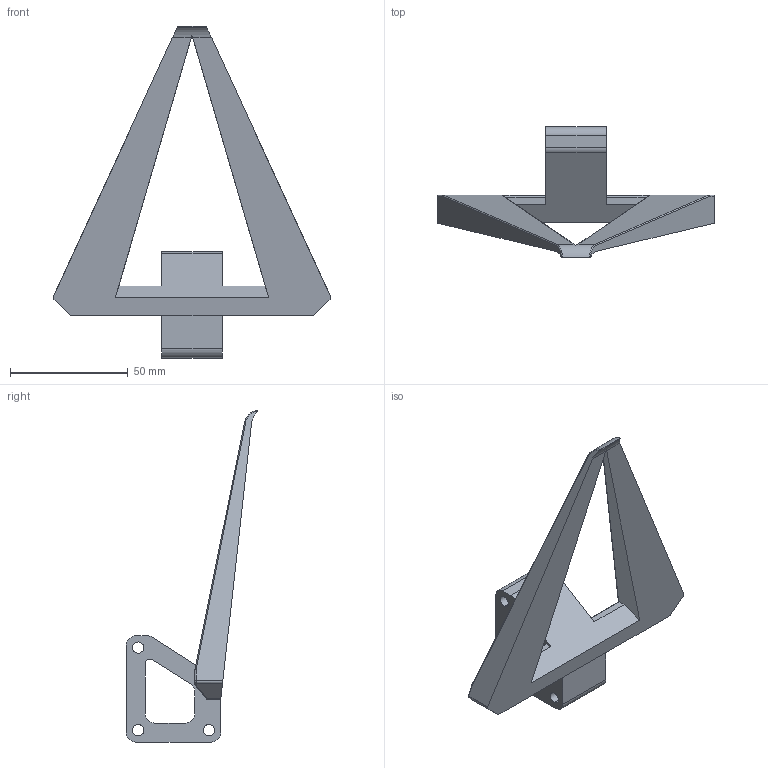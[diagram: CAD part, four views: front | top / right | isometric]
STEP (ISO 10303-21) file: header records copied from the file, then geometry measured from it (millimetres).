
FILE_DESCRIPTION (( 'STEP AP214' ), '1' );
FILE_NAME ('two_finger_backing.STEP', '2025-03-17T22:11:55', ( '' ), ( '' ), 'SwSTEP 2.0', 'SolidWorks 2024', '' );
FILE_SCHEMA (( 'AUTOMOTIVE_DESIGN' ));
Length unit declared in the file: millimetre
Products named in the file (1): two_finger_backing
Bounding box: 117.6 x 55.67 x 140.75 mm (x, y, z)
Volume: 66502.2 mm3; surface area: 23198.4 mm2
Topology: 1 solids, 1 shells, 83 faces, 226 edges, 135 vertices
Faces by surface type: cylinder 38, plane 31, sphere 6, bspline 6, torus 2
Entity records: 2701 total; most frequent: CARTESIAN_POINT 678, ORIENTED_EDGE 436, DIRECTION 405, EDGE_CURVE 218, AXIS2_PLACEMENT_3D 140, VERTEX_POINT 135, VECTOR 125, LINE 125
